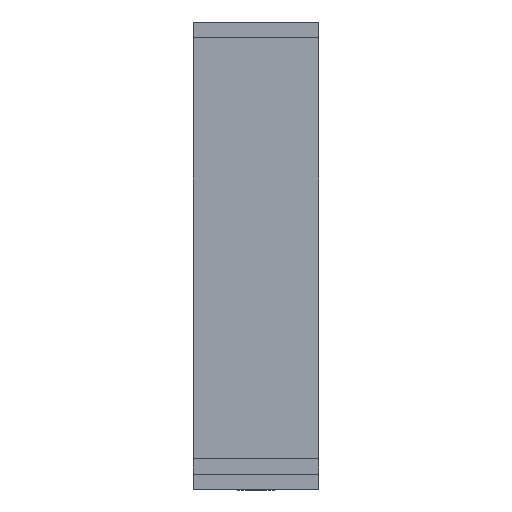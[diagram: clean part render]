
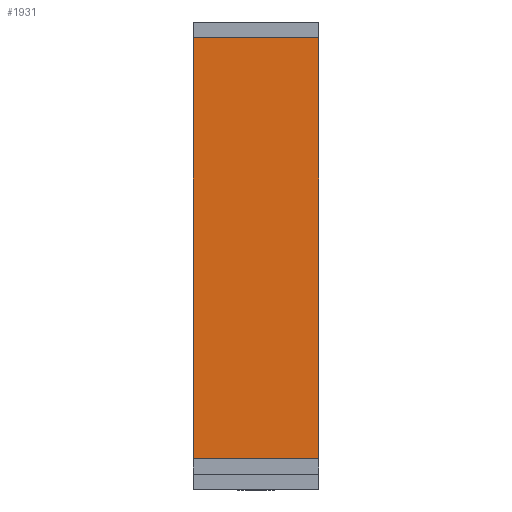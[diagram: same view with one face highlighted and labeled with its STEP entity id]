
A CAD part, left-side view. The second image highlights one B-rep face of the part: STEP entity #1931.
In plain terms, the highlighted planar face has unit normal (-1, 0, 0).
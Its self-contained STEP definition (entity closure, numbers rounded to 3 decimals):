
#152=FACE_OUTER_BOUND('',#293,.T.);
#293=EDGE_LOOP('',(#1409,#1410,#1411,#1412));
#391=LINE('',#2912,#546);
#428=LINE('',#3023,#583);
#446=LINE('',#3091,#601);
#447=LINE('',#3093,#602);
#546=VECTOR('',#2337,10.);
#583=VECTOR('',#2454,10.);
#601=VECTOR('',#2538,10.);
#602=VECTOR('',#2541,10.);
#810=VERTEX_POINT('',#2896);
#815=VERTEX_POINT('',#2910);
#847=VERTEX_POINT('',#3013);
#849=VERTEX_POINT('',#3022);
#982=EDGE_CURVE('',#815,#810,#391,.T.);
#1035=EDGE_CURVE('',#847,#849,#428,.T.);
#1067=EDGE_CURVE('',#810,#847,#446,.T.);
#1068=EDGE_CURVE('',#815,#849,#447,.T.);
#1409=ORIENTED_EDGE('',*,*,#1035,.F.);
#1410=ORIENTED_EDGE('',*,*,#1067,.F.);
#1411=ORIENTED_EDGE('',*,*,#982,.F.);
#1412=ORIENTED_EDGE('',*,*,#1068,.T.);
#1704=PLANE('',#2131);
#1931=ADVANCED_FACE('',(#152),#1704,.T.);
#2131=AXIS2_PLACEMENT_3D('',#3092,#2539,#2540);
#2337=DIRECTION('',(0.,-1.,0.));
#2454=DIRECTION('',(0.,1.,0.));
#2538=DIRECTION('',(0.,0.,-1.));
#2539=DIRECTION('center_axis',(-1.,0.,0.));
#2540=DIRECTION('ref_axis',(0.,0.,
-1.));
#2541=DIRECTION('',(0.,0.,-1.));
#2896=CARTESIAN_POINT('',(0.,-20.,139.));
#2910=CARTESIAN_POINT('',(0.,20.,139.));
#2912=CARTESIAN_POINT('',(0.,20.,139.));
#3013=CARTESIAN_POINT('',(0.,-20.,5.));
#3022=CARTESIAN_POINT('',(0.,20.,5.));
#3023=CARTESIAN_POINT('',(0.,20.,5.));
#3091=CARTESIAN_POINT('',(0.,-20.,139.));
#3092=CARTESIAN_POINT('Origin',(0.,20.,139.));
#3093=CARTESIAN_POINT('',(0.,20.,139.));
